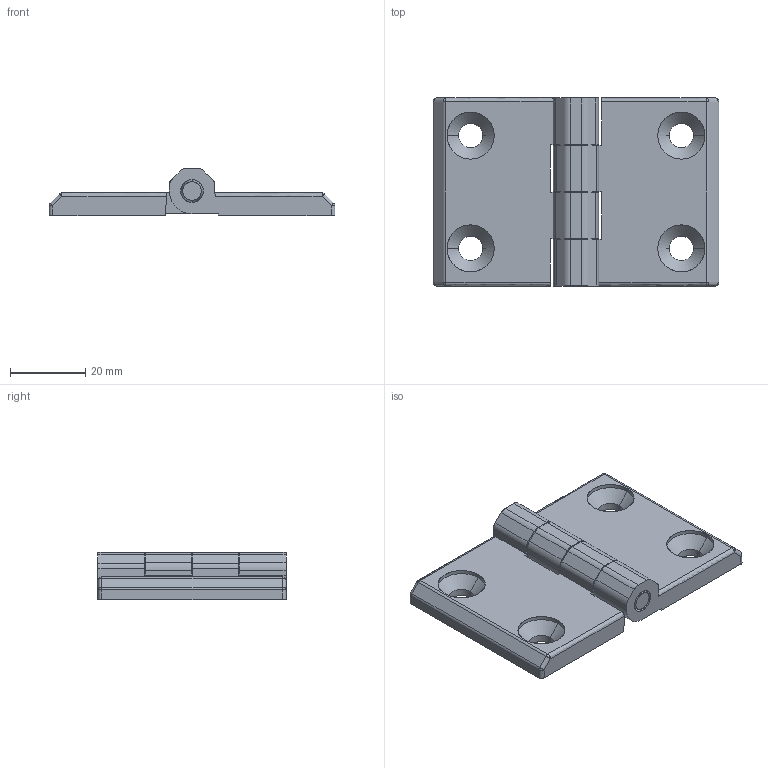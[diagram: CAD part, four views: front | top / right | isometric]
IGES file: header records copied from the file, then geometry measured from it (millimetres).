
Start section: SolidWorks IGES file using analytic representation for surfaces
Global section: file name: D-19-3 DHFM-5076.IGS; native system: SolidWorks 2010; preprocessor: SolidWorks 2010; author: mdk; date: 101025.103216; units: millimetre
Bounding box: 76 x 50 x 12.5 mm (x, y, z)
Surface area: 11720.6 mm2 (no closed solid volume)
Topology: 0 solids, 0 shells, 206 faces, 3060 edges, 3040 vertices
Faces by surface type: bspline 150, revolution 56
